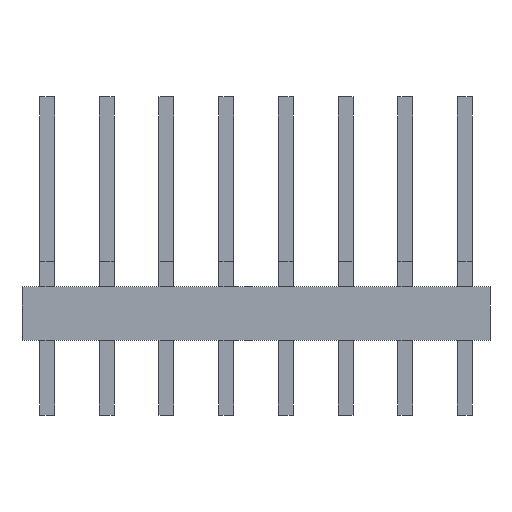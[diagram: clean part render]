
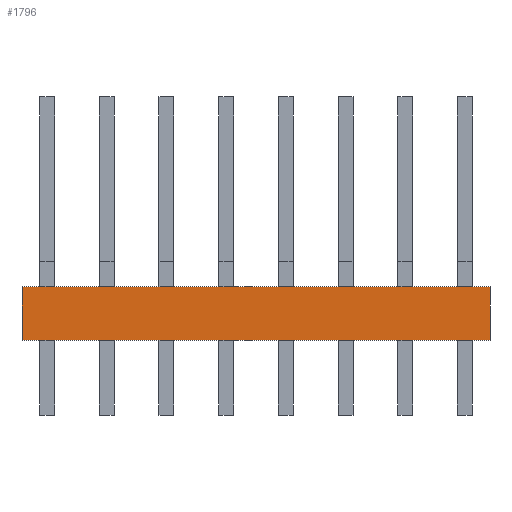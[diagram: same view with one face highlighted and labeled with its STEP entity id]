
A CAD part, front view. The second image highlights one B-rep face of the part: STEP entity #1796.
In plain terms, the highlighted planar face has unit normal (0, -1, 0).
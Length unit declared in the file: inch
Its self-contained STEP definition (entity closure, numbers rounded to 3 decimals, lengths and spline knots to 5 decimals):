
#84=DIRECTION('',(1.,0.,0.));
#85=VECTOR('',#84,0.784);
#86=CARTESIAN_POINT('',(-0.392,-0.046,0.));
#87=LINE('',#86,#85);
#220=DIRECTION('',(0.,0.,-1.));
#221=VECTOR('',#220,0.09);
#222=CARTESIAN_POINT('',(-0.392,-0.046,0.));
#223=LINE('',#222,#221);
#224=DIRECTION('',(0.,0.,-1.));
#225=VECTOR('',#224,0.09);
#226=CARTESIAN_POINT('',(0.392,-0.046,0.));
#227=LINE('',#226,#225);
#236=DIRECTION('',(1.,0.,0.));
#237=VECTOR('',#236,0.784);
#238=CARTESIAN_POINT('',(-0.392,-0.046,-0.09));
#239=LINE('',#238,#237);
#1273=CARTESIAN_POINT('',(-0.392,-0.046,0.));
#1275=VERTEX_POINT('',#1273);
#1276=CARTESIAN_POINT('',(0.392,-0.046,0.));
#1277=VERTEX_POINT('',#1276);
#1281=CARTESIAN_POINT('',(-0.392,-0.046,-0.09));
#1283=VERTEX_POINT('',#1281);
#1284=CARTESIAN_POINT('',(0.392,-0.046,-0.09));
#1285=VERTEX_POINT('',#1284);
#1783=CARTESIAN_POINT('',(-0.392,-0.046,0.));
#1784=DIRECTION('',(0.,-1.,0.));
#1785=DIRECTION('',(1.,0.,0.));
#1786=AXIS2_PLACEMENT_3D('',#1783,#1784,#1785);
#1787=PLANE('',#1786);
#1788=ORIENTED_EDGE('',*,*,#1683,.T.);
#1790=ORIENTED_EDGE('',*,*,#1789,.T.);
#1792=ORIENTED_EDGE('',*,*,#1791,.F.);
#1793=ORIENTED_EDGE('',*,*,#1774,.F.);
#1794=EDGE_LOOP('',(#1788,#1790,#1792,#1793));
#1795=FACE_OUTER_BOUND('',#1794,.F.);
#1796=ADVANCED_FACE('',(#1795),#1787,.T.);
#1683=EDGE_CURVE('',#1275,#1277,#87,.T.);
#1774=EDGE_CURVE('',#1275,#1283,#223,.T.);
#1789=EDGE_CURVE('',#1277,#1285,#227,.T.);
#1791=EDGE_CURVE('',#1283,#1285,#239,.T.);
